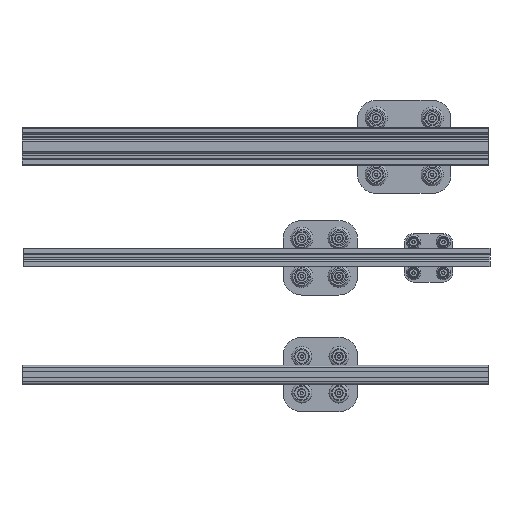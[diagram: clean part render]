
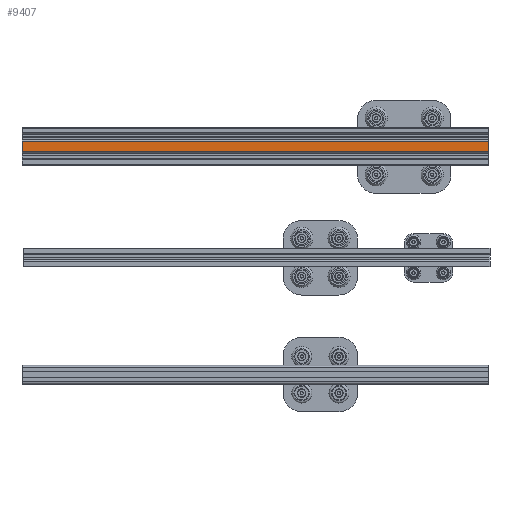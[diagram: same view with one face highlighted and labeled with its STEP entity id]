
A CAD part, top view. The second image highlights one B-rep face of the part: STEP entity #9407.
In plain terms, the highlighted face is planar.
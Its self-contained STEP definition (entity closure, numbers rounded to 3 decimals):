
#1377=PLANE('',#10174);
#1789=FACE_OUTER_BOUND('',#2353,.T.);
#2353=EDGE_LOOP('',(#8111,#8112,#8113,#8114));
#2931=LINE('',#14628,#3791);
#3051=LINE('',#14881,#3911);
#3202=LINE('',#15188,#4062);
#3203=LINE('',#15190,#4063);
#3791=VECTOR('',#11847,1000.);
#3911=VECTOR('',#11981,10.);
#4062=VECTOR('',#12336,1000.);
#4063=VECTOR('',#12339,1000.);
#4947=VERTEX_POINT('',#14625);
#4948=VERTEX_POINT('',#14627);
#5073=VERTEX_POINT('',#14878);
#5074=VERTEX_POINT('',#14880);
#5887=EDGE_CURVE('',#4947,#4948,#2931,.T.);
#6013=EDGE_CURVE('',#5073,#5074,#3051,.T.);
#6168=EDGE_CURVE('',#4947,#5074,#3202,.T.);
#6169=EDGE_CURVE('',#4948,#5073,#3203,.T.);
#8111=ORIENTED_EDGE('',*,*,#6169,.F.);
#8112=ORIENTED_EDGE('',*,*,#5887,.F.);
#8113=ORIENTED_EDGE('',*,*,#6168,.T.);
#8114=ORIENTED_EDGE('',*,*,#6013,.F.);
#9407=ADVANCED_FACE('',(#1789),#1377,.T.);
#10174=AXIS2_PLACEMENT_3D('',#15189,#12337,#12338);
#11847=DIRECTION('',(0.,-1.,0.));
#11981=DIRECTION('',(0.,1.,0.));
#12336=DIRECTION('',(0.,0.,-1.));
#12337=DIRECTION('center_axis',(-1.,0.,0.));
#12338=DIRECTION('ref_axis',(0.,0.,1.));
#12339=DIRECTION('',(0.,0.,-1.));
#14625=CARTESIAN_POINT('',(-10.,5.42,1130.));
#14627=CARTESIAN_POINT('',(-10.,-5.42,1130.));
#14628=CARTESIAN_POINT('',(-10.,0.,1130.));
#14878=CARTESIAN_POINT('',(-10.,-5.42,630.));
#14880=CARTESIAN_POINT('',(-10.,5.42,630.));
#14881=CARTESIAN_POINT('',(-10.,0.,630.));
#15188=CARTESIAN_POINT('',(-10.,5.42,1000.));
#15189=CARTESIAN_POINT('Origin',(-10.,0.,1000.));
#15190=CARTESIAN_POINT('',(-10.,-5.42,1000.));
